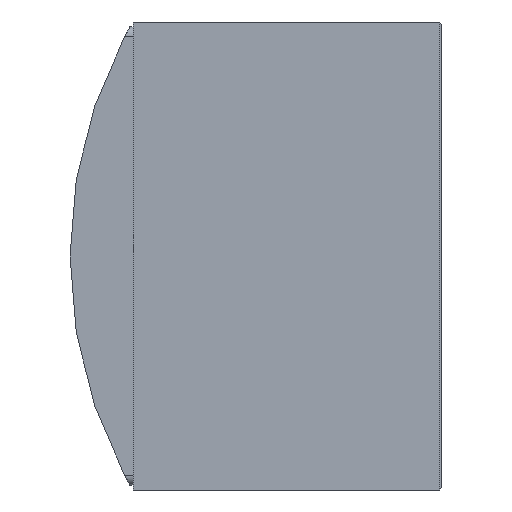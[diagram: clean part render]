
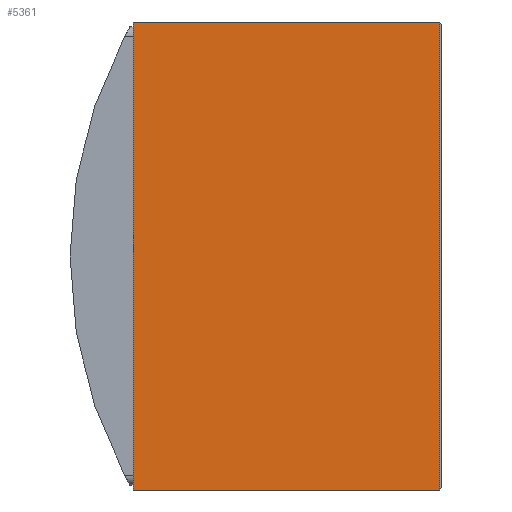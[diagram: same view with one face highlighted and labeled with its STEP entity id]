
A CAD part, left-side view. The second image highlights one B-rep face of the part: STEP entity #5361.
In plain terms, the highlighted planar face has unit normal (-1, 0, 0).
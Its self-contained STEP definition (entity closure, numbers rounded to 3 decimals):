
#191 = VERTEX_POINT ( 'NONE', #2759 ) ;
#281 = DIRECTION ( 'NONE',  ( 0., 0., 1. ) ) ;
#400 = FACE_OUTER_BOUND ( 'NONE', #1581, .T. ) ;
#464 = VECTOR ( 'NONE', #6258, 1000. ) ;
#607 = EDGE_CURVE ( 'NONE', #4548, #191, #2574, .T. ) ;
#686 = LINE ( 'NONE', #5993, #3887 ) ;
#726 = CARTESIAN_POINT ( 'NONE',  ( -150., 99., -75. ) ) ;
#797 = LINE ( 'NONE', #4997, #1076 ) ;
#840 = AXIS2_PLACEMENT_3D ( 'NONE', #1498, #5697, #1561 ) ;
#860 = VERTEX_POINT ( 'NONE', #3558 ) ;
#1064 = CARTESIAN_POINT ( 'NONE',  ( -150., 0.762, 75. ) ) ;
#1076 = VECTOR ( 'NONE', #281, 1000. ) ;
#1129 = EDGE_CURVE ( 'NONE', #4548, #860, #1166, .T. ) ;
#1166 = LINE ( 'NONE', #726, #1968 ) ;
#1296 = EDGE_CURVE ( 'NONE', #860, #1376, #797, .T. ) ;
#1376 = VERTEX_POINT ( 'NONE', #1064 ) ;
#1498 = CARTESIAN_POINT ( 'NONE',  ( -150., 99., 75. ) ) ;
#1561 = DIRECTION ( 'NONE',  ( 0., 0., -1. ) ) ;
#1581 = EDGE_LOOP ( 'NONE', ( #4908, #5884, #1718, #4332 ) ) ;
#1718 = ORIENTED_EDGE ( 'NONE', *, *, #4722, .F. ) ;
#1968 = VECTOR ( 'NONE', #2168, 1000. ) ;
#2168 = DIRECTION ( 'NONE',  ( 0., -1., 0. ) ) ;
#2574 = LINE ( 'NONE', #4618, #464 ) ;
#2759 = CARTESIAN_POINT ( 'NONE',  ( -150., 99., 75. ) ) ;
#3558 = CARTESIAN_POINT ( 'NONE',  ( -150., 0.762, -75. ) ) ;
#3887 = VECTOR ( 'NONE', #5475, 1000. ) ;
#4332 = ORIENTED_EDGE ( 'NONE', *, *, #607, .F. ) ;
#4548 = VERTEX_POINT ( 'NONE', #6797 ) ;
#4618 = CARTESIAN_POINT ( 'NONE',  ( -150., 99., 75. ) ) ;
#4722 = EDGE_CURVE ( 'NONE', #191, #1376, #686, .T. ) ;
#4908 = ORIENTED_EDGE ( 'NONE', *, *, #1129, .T. ) ;
#4997 = CARTESIAN_POINT ( 'NONE',  ( -150., 0.762, 75. ) ) ;
#5243 = PLANE ( 'NONE',  #840 ) ;
#5361 = ADVANCED_FACE ( 'NONE', ( #400 ), #5243, .F. ) ;
#5475 = DIRECTION ( 'NONE',  ( 0., -1., 0. ) ) ;
#5697 = DIRECTION ( 'NONE',  ( 1., 0., 0. ) ) ;
#5884 = ORIENTED_EDGE ( 'NONE', *, *, #1296, .T. ) ;
#5993 = CARTESIAN_POINT ( 'NONE',  ( -150., 99., 75. ) ) ;
#6258 = DIRECTION ( 'NONE',  ( 0., 0., 1. ) ) ;
#6797 = CARTESIAN_POINT ( 'NONE',  ( -150., 99., -75. ) ) ;
